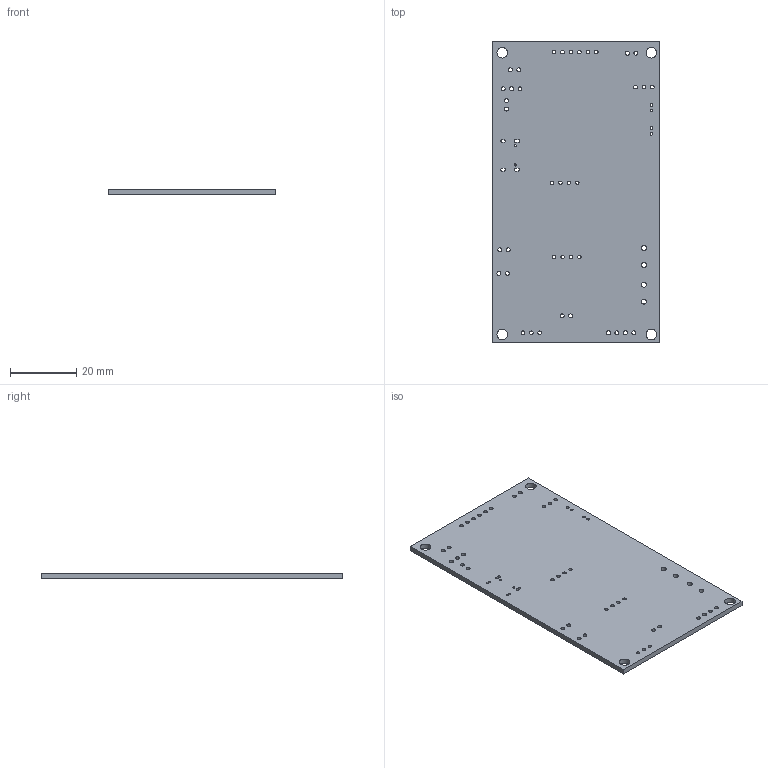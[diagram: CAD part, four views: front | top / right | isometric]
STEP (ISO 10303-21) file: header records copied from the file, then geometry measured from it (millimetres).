
FILE_DESCRIPTION(('KiCad electronic assembly'),'2;1');
FILE_NAME('PCB_PCB_N2 Avionics board_2_2022-11-19.step', '2022-11-19T12:59:43',('Pcbnew'),('Kicad'), 'Open CASCADE STEP processor 7.6','KiCad to STEP converter','Unknown' );
FILE_SCHEMA(('AUTOMOTIVE_DESIGN { 1 0 10303 214 1 1 1 1 }'));
Length unit declared in the file: millimetre
Products named in the file (2): PCB_PCB_N2 Avionics board_2_2022-11-19 1; PCB_PCB_N2 Avionics board_2_2022-11-19 PCB
Assembly tree (1 placements, depth 2):
  PCB_PCB_N2 Avionics board_2_2022-11-19 1
    PCB_PCB_N2 Avionics board_2_2022-11-19 PCB
Bounding box: 50.5 x 91 x 1.6 mm (x, y, z)
Volume: 7215.4 mm3; surface area: 9836.9 mm2
Topology: 1 solids, 1 shells, 75 faces, 219 edges, 146 vertices
Faces by surface type: cylinder 61, plane 14
Full cylindrical faces by diameter (mm): 0.65 x2, 0.8 x4, 1.02 x8, 1.1 x12, 1.2 x19, 1.5 x4, 3.2 x4
Entity records: 6043 total; most frequent: CARTESIAN_POINT 1612, DIRECTION 811, ORIENTED_EDGE 438, PCURVE 438, DEFINITIONAL_REPRESENTATION 438, LINE 413, VECTOR 413, EDGE_CURVE 219
